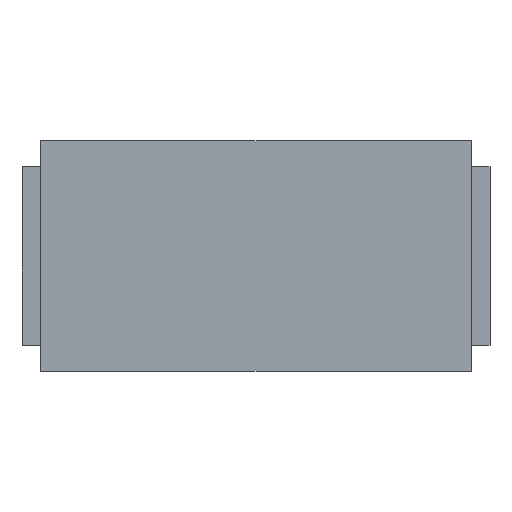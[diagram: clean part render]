
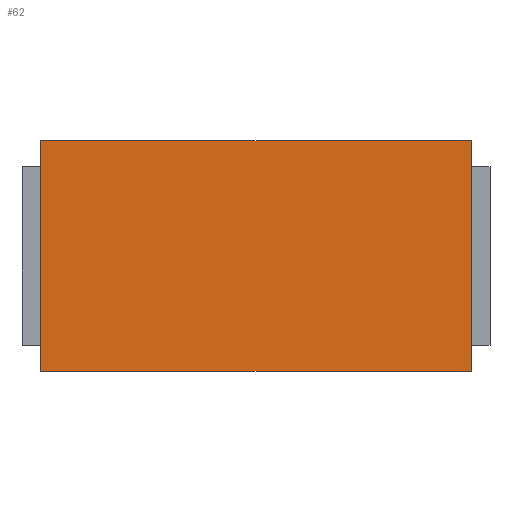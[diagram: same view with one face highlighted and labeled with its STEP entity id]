
A CAD part, top view. The second image highlights one B-rep face of the part: STEP entity #62.
In plain terms, the highlighted planar face has unit normal (0, 0, 1).
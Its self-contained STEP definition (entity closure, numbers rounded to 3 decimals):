
#17 = FACE_OUTER_BOUND ( 'NONE', #114, .T. ) ;
#18 = VERTEX_POINT ( 'NONE', #380 ) ;
#62 = ADVANCED_FACE ( 'NONE', ( #17 ), #94, .T. ) ;
#66 = VECTOR ( 'NONE', #600, 1000. ) ;
#94 = PLANE ( 'NONE',  #525 ) ;
#98 = DIRECTION ( 'NONE',  ( 1., 0., 0. ) ) ;
#114 = EDGE_LOOP ( 'NONE', ( #905, #632, #734, #784 ) ) ;
#157 = CARTESIAN_POINT ( 'NONE',  ( 0., 1.55, 0.75 ) ) ;
#203 = VERTEX_POINT ( 'NONE', #413 ) ;
#229 = DIRECTION ( 'NONE',  ( 1., 0., 0. ) ) ;
#256 = EDGE_CURVE ( 'NONE', #274, #434, #480, .T. ) ;
#258 = LINE ( 'NONE', #586, #382 ) ;
#268 = VECTOR ( 'NONE', #616, 1000. ) ;
#274 = VERTEX_POINT ( 'NONE', #904 ) ;
#380 = CARTESIAN_POINT ( 'NONE',  ( 2.9, 1.55, 0.75 ) ) ;
#382 = VECTOR ( 'NONE', #819, 1000. ) ;
#408 = VECTOR ( 'NONE', #229, 1000. ) ;
#413 = CARTESIAN_POINT ( 'NONE',  ( 2.9, -1.55, 0.75 ) ) ;
#434 = VERTEX_POINT ( 'NONE', #777 ) ;
#480 = LINE ( 'NONE', #762, #268 ) ;
#494 = EDGE_CURVE ( 'NONE', #434, #18, #564, .T. ) ;
#514 = CARTESIAN_POINT ( 'NONE',  ( 0., 0., 0.75 ) ) ;
#525 = AXIS2_PLACEMENT_3D ( 'NONE', #514, #790, #98 ) ;
#564 = LINE ( 'NONE', #157, #408 ) ;
#584 = EDGE_CURVE ( 'NONE', #203, #274, #258, .T. ) ;
#586 = CARTESIAN_POINT ( 'NONE',  ( 0., -1.55, 0.75 ) ) ;
#594 = EDGE_CURVE ( 'NONE', #18, #203, #808, .T. ) ;
#600 = DIRECTION ( 'NONE',  ( 0., -1., 0. ) ) ;
#616 = DIRECTION ( 'NONE',  ( 0., 1., 0. ) ) ;
#632 = ORIENTED_EDGE ( 'NONE', *, *, #594, .F. ) ;
#734 = ORIENTED_EDGE ( 'NONE', *, *, #494, .F. ) ;
#762 = CARTESIAN_POINT ( 'NONE',  ( -2.9, 0., 0.75 ) ) ;
#777 = CARTESIAN_POINT ( 'NONE',  ( -2.9, 1.55, 0.75 ) ) ;
#784 = ORIENTED_EDGE ( 'NONE', *, *, #256, .F. ) ;
#790 = DIRECTION ( 'NONE',  ( 0., 0., 1. ) ) ;
#808 = LINE ( 'NONE', #889, #66 ) ;
#819 = DIRECTION ( 'NONE',  ( -1., 0., 0. ) ) ;
#889 = CARTESIAN_POINT ( 'NONE',  ( 2.9, 0., 0.75 ) ) ;
#904 = CARTESIAN_POINT ( 'NONE',  ( -2.9, -1.55, 0.75 ) ) ;
#905 = ORIENTED_EDGE ( 'NONE', *, *, #584, .F. ) ;
